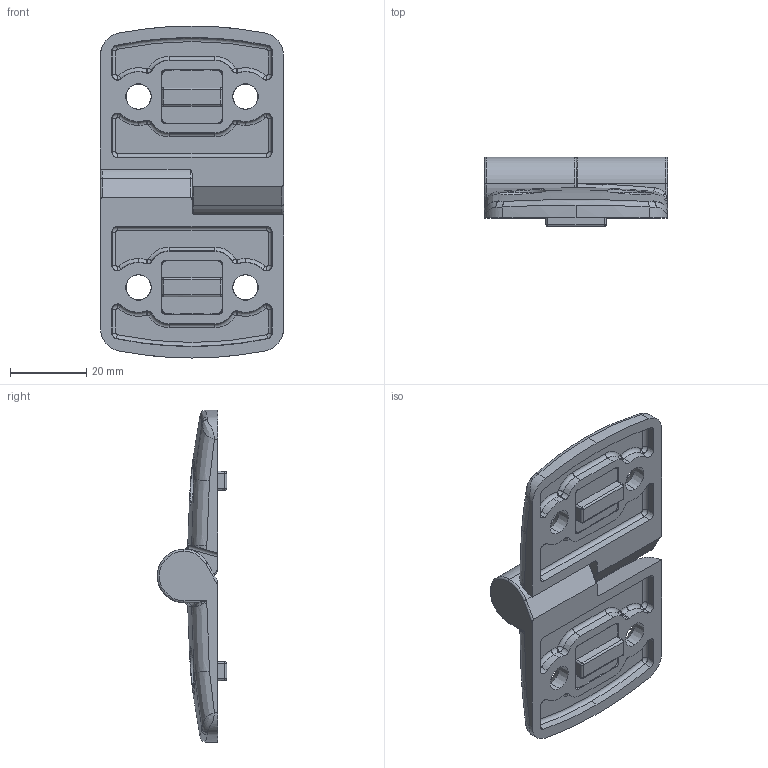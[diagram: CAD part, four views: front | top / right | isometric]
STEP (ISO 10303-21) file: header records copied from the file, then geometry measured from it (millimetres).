
FILE_DESCRIPTION (( 'STEP AP203' ), '1' );
FILE_NAME ('151266.step', '2021-06-03T16:04:21', ( '' ), ( '' ), 'SwSTEP 2.0', 'SolidWorks 2021', '' );
FILE_SCHEMA (( 'CONFIG_CONTROL_DESIGN' ));
Length unit declared in the file: millimetre
Products named in the file (1): 151266
Bounding box: 48 x 18.2 x 87 mm (x, y, z)
Volume: 23194.8 mm3; surface area: 14861.6 mm2
Topology: 4 solids, 4 shells, 532 faces, 1296 edges, 752 vertices
Faces by surface type: cylinder 138, torus 122, cone 108, plane 106, bspline 42, sphere 16
Entity records: 18669 total; most frequent: CARTESIAN_POINT 6415, DIRECTION 2670, ORIENTED_EDGE 2532, EDGE_CURVE 1266, AXIS2_PLACEMENT_3D 1093, VERTEX_POINT 752, CIRCLE 602, EDGE_LOOP 550
